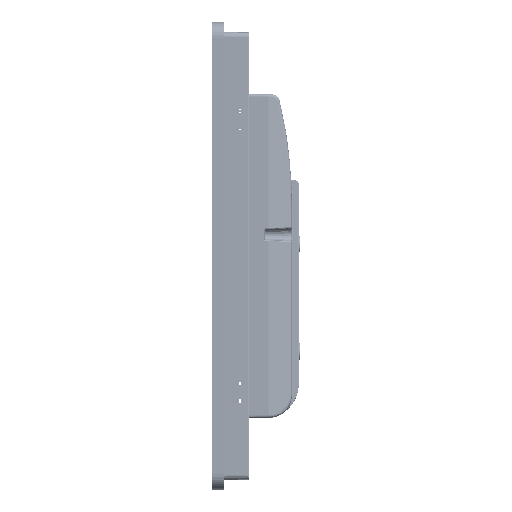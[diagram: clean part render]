
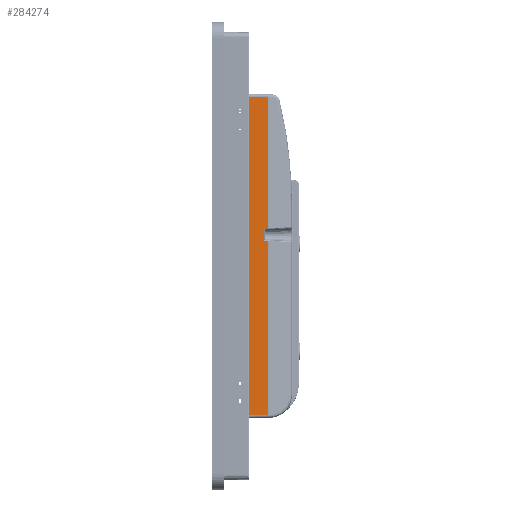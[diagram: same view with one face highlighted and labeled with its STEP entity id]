
A CAD part, left-side view. The second image highlights one B-rep face of the part: STEP entity #284274.
In plain terms, the highlighted planar face has unit normal (1, 0.018, 0).
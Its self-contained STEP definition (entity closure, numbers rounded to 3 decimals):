
#523 = EDGE_CURVE ( 'NONE', #61015, #103904, #268874, .T. ) ;
#739 = ORIENTED_EDGE ( 'NONE', *, *, #191655, .T. ) ;
#32364 = DIRECTION ( 'NONE',  ( 0., 0., 1. ) ) ;
#32858 = B_SPLINE_CURVE_WITH_KNOTS ( 'NONE', 3,
 ( #91699, #297488, #253292, #42844 ),
 .UNSPECIFIED., .F., .F.,
 ( 4, 4 ),
 ( 0., 1. ),
 .UNSPECIFIED. ) ;
#35797 = CARTESIAN_POINT ( 'NONE',  ( -150.467, -33.359, 117.9 ) ) ;
#37780 = VECTOR ( 'NONE', #71602, 1000. ) ;
#41430 = LINE ( 'NONE', #273236, #164491 ) ;
#42844 = CARTESIAN_POINT ( 'NONE',  ( -150.414, -36.363, 111.112 ) ) ;
#49999 = ORIENTED_EDGE ( 'NONE', *, *, #283073, .F. ) ;
#50925 = B_SPLINE_CURVE_WITH_KNOTS ( 'NONE', 3,
 ( #246329, #150281, #290495, #156280 ),
 .UNSPECIFIED., .F., .F.,
 ( 4, 4 ),
 ( 0., 1. ),
 .UNSPECIFIED. ) ;
#61015 = VERTEX_POINT ( 'NONE', #97875 ) ;
#64404 = EDGE_CURVE ( 'NONE', #235561, #72996, #101062, .T. ) ;
#71602 = DIRECTION ( 'NONE',  ( 0.017, -1., 0.017 ) ) ;
#72996 = VERTEX_POINT ( 'NONE', #184681 ) ;
#75638 = VERTEX_POINT ( 'NONE', #261597 ) ;
#79407 = CARTESIAN_POINT ( 'NONE',  ( -150.65, -22.85, 111.348 ) ) ;
#91699 = CARTESIAN_POINT ( 'NONE',  ( -150.65, -22.85, 111.348 ) ) ;
#97875 = CARTESIAN_POINT ( 'NONE',  ( -150.65, -22.85, -111.453 ) ) ;
#101062 = LINE ( 'NONE', #194039, #280063 ) ;
#103904 = VERTEX_POINT ( 'NONE', #283170 ) ;
#106528 = ORIENTED_EDGE ( 'NONE', *, *, #64404, .F. ) ;
#114548 = ORIENTED_EDGE ( 'NONE', *, *, #292124, .F. ) ;
#116913 = EDGE_LOOP ( 'NONE', ( #218263, #242776, #106528, #209735, #277087, #739, #49999, #114548 ) ) ;
#122394 = VECTOR ( 'NONE', #279652, 1000. ) ;
#123919 = CARTESIAN_POINT ( 'NONE',  ( -150.467, -33.359, 19.172 ) ) ;
#125107 = CARTESIAN_POINT ( 'NONE',  ( -150.65, -22.85, 37.081 ) ) ;
#127415 = AXIS2_PLACEMENT_3D ( 'NONE', #276332, #280847, #186401 ) ;
#134238 = CARTESIAN_POINT ( 'NONE',  ( -150.65, -22.85, -111.453 ) ) ;
#146205 = EDGE_CURVE ( 'NONE', #72996, #200599, #50925, .T. ) ;
#150281 = CARTESIAN_POINT ( 'NONE',  ( -150.432, -35.361, 10.618 ) ) ;
#156280 = CARTESIAN_POINT ( 'NONE',  ( -150.467, -33.359, 10.723 ) ) ;
#164491 = VECTOR ( 'NONE', #207646, 1000. ) ;
#166427 = CARTESIAN_POINT ( 'NONE',  ( -150.467, -33.359, 10.723 ) ) ;
#171106 = EDGE_CURVE ( 'NONE', #61015, #235561, #182978, .T. ) ;
#182978 = LINE ( 'NONE', #134238, #37780 ) ;
#184681 = CARTESIAN_POINT ( 'NONE',  ( -150.414, -36.363, 10.566 ) ) ;
#186401 = DIRECTION ( 'NONE',  ( 0.017, -1., 0. ) ) ;
#187892 = PLANE ( 'NONE',  #127415 ) ;
#191655 = EDGE_CURVE ( 'NONE', #103904, #75638, #32858, .T. ) ;
#193345 = VECTOR ( 'NONE', #221892, 1000. ) ;
#193728 = CARTESIAN_POINT ( 'NONE',  ( -150.65, -22.85, -111.453 ) ) ;
#194039 = CARTESIAN_POINT ( 'NONE',  ( -150.414, -36.363, 117.9 ) ) ;
#200599 = VERTEX_POINT ( 'NONE', #166427 ) ;
#202936 = VERTEX_POINT ( 'NONE', #248814 ) ;
#207646 = DIRECTION ( 'NONE',  ( 0.017, -0.998, 0.052 ) ) ;
#207770 = FACE_OUTER_BOUND ( 'NONE', #116913, .T. ) ;
#208082 = LINE ( 'NONE', #229472, #122394 ) ;
#209735 = ORIENTED_EDGE ( 'NONE', *, *, #171106, .F. ) ;
#218263 = ORIENTED_EDGE ( 'NONE', *, *, #257790, .F. ) ;
#221892 = DIRECTION ( 'NONE',  ( 0., 0., 1. ) ) ;
#229472 = CARTESIAN_POINT ( 'NONE',  ( -150.414, -36.363, 117.9 ) ) ;
#235561 = VERTEX_POINT ( 'NONE', #301171 ) ;
#242776 = ORIENTED_EDGE ( 'NONE', *, *, #146205, .F. ) ;
#246329 = CARTESIAN_POINT ( 'NONE',  ( -150.414, -36.363, 10.566 ) ) ;
#248814 = CARTESIAN_POINT ( 'NONE',  ( -150.414, -36.363, 19.33 ) ) ;
#253292 = CARTESIAN_POINT ( 'NONE',  ( -150.493, -31.858, 111.191 ) ) ;
#257790 = EDGE_CURVE ( 'NONE', #200599, #271665, #267564, .T. ) ;
#261597 = CARTESIAN_POINT ( 'NONE',  ( -150.414, -36.363, 111.112 ) ) ;
#263829 = CARTESIAN_POINT ( 'NONE',  ( -150.65, -22.85, -37.186 ) ) ;
#267564 = LINE ( 'NONE', #35797, #193345 ) ;
#268874 = B_SPLINE_CURVE_WITH_KNOTS ( 'NONE', 3,
 ( #193728, #263829, #125107, #79407 ),
 .UNSPECIFIED., .F., .F.,
 ( 4, 4 ),
 ( 0., 1. ),
 .UNSPECIFIED. ) ;
#271665 = VERTEX_POINT ( 'NONE', #123919 ) ;
#273236 = CARTESIAN_POINT ( 'NONE',  ( -150.467, -33.359, 19.172 ) ) ;
#276332 = CARTESIAN_POINT ( 'NONE',  ( -150.65, -22.85, 117.9 ) ) ;
#277087 = ORIENTED_EDGE ( 'NONE', *, *, #523, .T. ) ;
#279652 = DIRECTION ( 'NONE',  ( 0., 0., 1. ) ) ;
#280063 = VECTOR ( 'NONE', #32364, 1000. ) ;
#280847 = DIRECTION ( 'NONE',  ( -1., -0.017, 0. ) ) ;
#283073 = EDGE_CURVE ( 'NONE', #202936, #75638, #208082, .T. ) ;
#283170 = CARTESIAN_POINT ( 'NONE',  ( -150.65, -22.85, 111.348 ) ) ;
#284274 = ADVANCED_FACE ( 'NONE', ( #207770 ), #187892, .F. ) ;
#290495 = CARTESIAN_POINT ( 'NONE',  ( -150.449, -34.36, 10.671 ) ) ;
#292124 = EDGE_CURVE ( 'NONE', #271665, #202936, #41430, .T. ) ;
#297488 = CARTESIAN_POINT ( 'NONE',  ( -150.571, -27.354, 111.269 ) ) ;
#301171 = CARTESIAN_POINT ( 'NONE',  ( -150.414, -36.363, -111.217 ) ) ;
